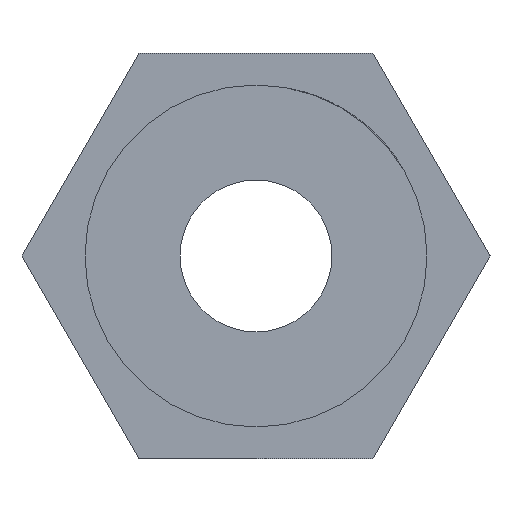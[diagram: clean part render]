
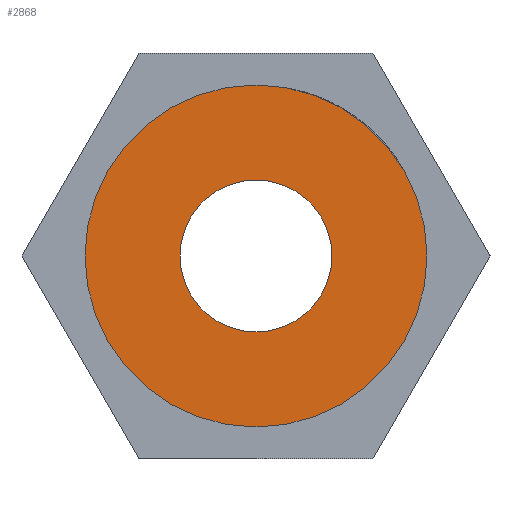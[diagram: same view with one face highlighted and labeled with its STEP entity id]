
A CAD part, left-side view. The second image highlights one B-rep face of the part: STEP entity #2868.
In plain terms, the highlighted planar face has unit normal (-1, 0, 0).
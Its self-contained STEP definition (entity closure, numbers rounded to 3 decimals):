
#9 = EDGE_LOOP ( 'NONE', ( #3482, #709 ) ) ;
#284 = CARTESIAN_POINT ( 'NONE',  ( 0., 0., 0. ) ) ;
#640 = EDGE_CURVE ( 'NONE', #4383, #3773, #3779, .T. ) ;
#709 = ORIENTED_EDGE ( 'NONE', *, *, #2397, .T. ) ;
#945 = CIRCLE ( 'NONE', #3179, 6.75 ) ;
#972 = EDGE_CURVE ( 'NONE', #3773, #4383, #4816, .T. ) ;
#1023 = AXIS2_PLACEMENT_3D ( 'NONE', #3329, #2862, #4526 ) ;
#1156 = DIRECTION ( 'NONE',  ( 1., 0., 0. ) ) ;
#1203 = CIRCLE ( 'NONE', #4489, 6.75 ) ;
#1269 = AXIS2_PLACEMENT_3D ( 'NONE', #284, #3650, #1915 ) ;
#1446 = AXIS2_PLACEMENT_3D ( 'NONE', #1505, #1156, #5218 ) ;
#1505 = CARTESIAN_POINT ( 'NONE',  ( 0., 0., 0. ) ) ;
#1559 = DIRECTION ( 'NONE',  ( -1., 0., 0. ) ) ;
#1656 = DIRECTION ( 'NONE',  ( 0., 0., 1. ) ) ;
#1778 = EDGE_LOOP ( 'NONE', ( #4757, #4252 ) ) ;
#1915 = DIRECTION ( 'NONE',  ( 0., 0., -1. ) ) ;
#1963 = CARTESIAN_POINT ( 'NONE',  ( 0., 0., 0. ) ) ;
#1967 = FACE_OUTER_BOUND ( 'NONE', #9, .T. ) ;
#2344 = FACE_BOUND ( 'NONE', #1778, .T. ) ;
#2397 = EDGE_CURVE ( 'NONE', #2851, #5104, #945, .T. ) ;
#2474 = CARTESIAN_POINT ( 'NONE',  ( 0., 0., 3. ) ) ;
#2685 = CARTESIAN_POINT ( 'NONE',  ( 0., 0., 6.75 ) ) ;
#2851 = VERTEX_POINT ( 'NONE', #4062 ) ;
#2862 = DIRECTION ( 'NONE',  ( 1., 0., 0. ) ) ;
#2868 = ADVANCED_FACE ( 'NONE', ( #2344, #1967 ), #3984, .F. ) ;
#3179 = AXIS2_PLACEMENT_3D ( 'NONE', #4153, #5018, #1656 ) ;
#3329 = CARTESIAN_POINT ( 'NONE',  ( 0., 0., 0. ) ) ;
#3482 = ORIENTED_EDGE ( 'NONE', *, *, #4994, .T. ) ;
#3650 = DIRECTION ( 'NONE',  ( 1., 0., 0. ) ) ;
#3773 = VERTEX_POINT ( 'NONE', #4509 ) ;
#3779 = CIRCLE ( 'NONE', #1446, 3. ) ;
#3984 = PLANE ( 'NONE',  #1269 ) ;
#4062 = CARTESIAN_POINT ( 'NONE',  ( 0., 0., -6.75 ) ) ;
#4153 = CARTESIAN_POINT ( 'NONE',  ( 0., 0., 0. ) ) ;
#4252 = ORIENTED_EDGE ( 'NONE', *, *, #972, .T. ) ;
#4383 = VERTEX_POINT ( 'NONE', #2474 ) ;
#4489 = AXIS2_PLACEMENT_3D ( 'NONE', #1963, #1559, #5030 ) ;
#4509 = CARTESIAN_POINT ( 'NONE',  ( 0., 0., -3. ) ) ;
#4526 = DIRECTION ( 'NONE',  ( 0., 0., -1. ) ) ;
#4757 = ORIENTED_EDGE ( 'NONE', *, *, #640, .T. ) ;
#4816 = CIRCLE ( 'NONE', #1023, 3. ) ;
#4994 = EDGE_CURVE ( 'NONE', #5104, #2851, #1203, .T. ) ;
#5018 = DIRECTION ( 'NONE',  ( -1., 0., 0. ) ) ;
#5030 = DIRECTION ( 'NONE',  ( 0., 0., 1. ) ) ;
#5104 = VERTEX_POINT ( 'NONE', #2685 ) ;
#5218 = DIRECTION ( 'NONE',  ( 0., 0., -1. ) ) ;
